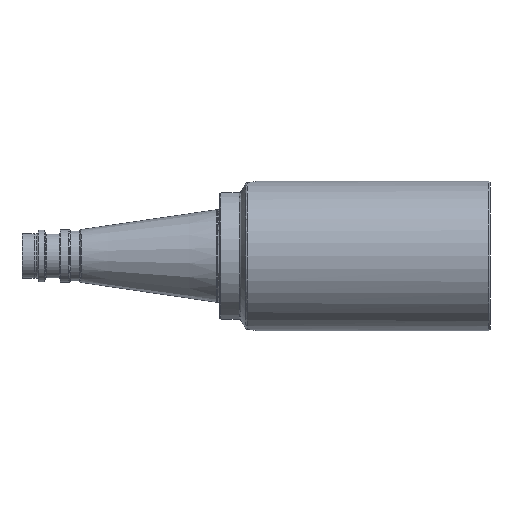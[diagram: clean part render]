
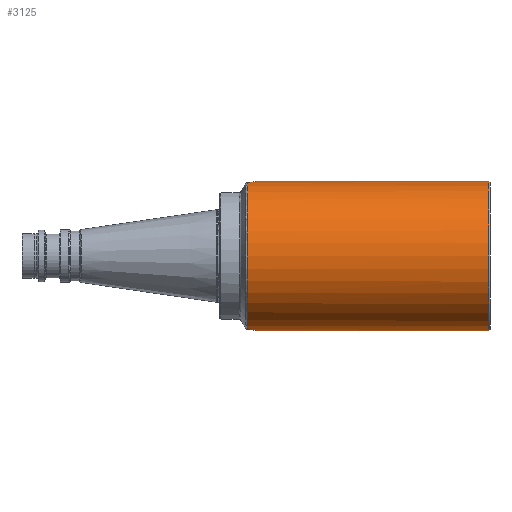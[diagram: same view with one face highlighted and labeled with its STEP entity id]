
A CAD part, front view. The second image highlights one B-rep face of the part: STEP entity #3125.
In plain terms, the highlighted cylindrical face has radius 36 mm (diameter 72 mm), a partial arc.
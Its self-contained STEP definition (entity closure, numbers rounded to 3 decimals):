
#40 = DIRECTION ( 'NONE',  ( 1., 0., 0. ) ) ;
#58 = ORIENTED_EDGE ( 'NONE', *, *, #4325, .T. ) ;
#94 = DIRECTION ( 'NONE',  ( 0., 0., 1. ) ) ;
#96 = CARTESIAN_POINT ( 'NONE',  ( 19.65, 0., 36. ) ) ;
#117 = EDGE_LOOP ( 'NONE', ( #274, #2845, #1065, #174, #1838, #58 ) ) ;
#174 = ORIENTED_EDGE ( 'NONE', *, *, #2405, .F. ) ;
#211 = CARTESIAN_POINT ( 'NONE',  ( 19.65, -0.388, 36. ) ) ;
#274 = ORIENTED_EDGE ( 'NONE', *, *, #1654, .F. ) ;
#278 = VERTEX_POINT ( 'NONE', #2261 ) ;
#304 = CARTESIAN_POINT ( 'NONE',  ( 19.622, -0.777, -35.994 ) ) ;
#525 = CARTESIAN_POINT ( 'NONE',  ( 17.095, -5.896, 35.515 ) ) ;
#625 = CARTESIAN_POINT ( 'NONE',  ( 16.206, -6.648, -35.385 ) ) ;
#639 = CARTESIAN_POINT ( 'NONE',  ( 19.65, 0., -36. ) ) ;
#652 = CIRCLE ( 'NONE', #3638, 36. ) ;
#840 = LINE ( 'NONE', #2219, #1866 ) ;
#868 = CARTESIAN_POINT ( 'NONE',  ( 17.887, -5.042, 35.646 ) ) ;
#969 = CARTESIAN_POINT ( 'NONE',  ( 17.375, -5.621, -35.56 ) ) ;
#1065 = ORIENTED_EDGE ( 'NONE', *, *, #4187, .T. ) ;
#1204 = CARTESIAN_POINT ( 'NONE',  ( 18.545, -4.088, 35.769 ) ) ;
#1208 = EDGE_CURVE ( 'NONE', #3480, #2200, #2144, .T. ) ;
#1296 = CARTESIAN_POINT ( 'NONE',  ( 18.121, -4.735, -35.689 ) ) ;
#1311 = VERTEX_POINT ( 'NONE', #1433 ) ;
#1352 = DIRECTION ( 'NONE',  ( -1., 0., 0. ) ) ;
#1433 = CARTESIAN_POINT ( 'NONE',  ( 19.65, 0., -36. ) ) ;
#1537 = CARTESIAN_POINT ( 'NONE',  ( 19.065, -3.039, 35.873 ) ) ;
#1626 = CARTESIAN_POINT ( 'NONE',  ( -162.357, 0., -36. ) ) ;
#1640 = CARTESIAN_POINT ( 'NONE',  ( 18.737, -3.745, -35.806 ) ) ;
#1647 = AXIS2_PLACEMENT_3D ( 'NONE', #2036, #40, #2384 ) ;
#1654 = EDGE_CURVE ( 'NONE', #278, #1311, #1767, .T. ) ;
#1671 = CARTESIAN_POINT ( 'NONE',  ( 14.833, -7.372, 35.237 ) ) ;
#1767 = LINE ( 'NONE', #1626, #2433 ) ;
#1838 = ORIENTED_EDGE ( 'NONE', *, *, #1208, .T. ) ;
#1864 = CARTESIAN_POINT ( 'NONE',  ( 19.424, -1.935, 35.95 ) ) ;
#1866 = VECTOR ( 'NONE', #2570, 1000. ) ;
#1893 = CARTESIAN_POINT ( 'NONE',  ( 14.833, -7.372, -35.237 ) ) ;
#1966 = CARTESIAN_POINT ( 'NONE',  ( 19.202, -2.677, -35.902 ) ) ;
#2036 = CARTESIAN_POINT ( 'NONE',  ( 14.833, 0., 0. ) ) ;
#2089 = DIRECTION ( 'NONE',  ( -1., 0., 0. ) ) ;
#2144 = CIRCLE ( 'NONE', #1647, 36. ) ;
#2187 = CARTESIAN_POINT ( 'NONE',  ( 14.833, -7.372, 35.237 ) ) ;
#2198 = CARTESIAN_POINT ( 'NONE',  ( 19.622, -0.777, 35.994 ) ) ;
#2200 = VERTEX_POINT ( 'NONE', #1893 ) ;
#2219 = CARTESIAN_POINT ( 'NONE',  ( -162.357, 0., 36. ) ) ;
#2261 = CARTESIAN_POINT ( 'NONE',  ( 130.9, 0., -36. ) ) ;
#2303 = CARTESIAN_POINT ( 'NONE',  ( 19.508, -1.555, -35.968 ) ) ;
#2384 = DIRECTION ( 'NONE',  ( 0., 0., -1. ) ) ;
#2405 = EDGE_CURVE ( 'NONE', #3480, #3594, #3847, .T. ) ;
#2433 = VECTOR ( 'NONE', #2626, 1000. ) ;
#2524 = VERTEX_POINT ( 'NONE', #2936 ) ;
#2533 = CARTESIAN_POINT ( 'NONE',  ( 16.206, -6.648, 35.385 ) ) ;
#2550 = CARTESIAN_POINT ( 'NONE',  ( 19.65, 0., 36. ) ) ;
#2554 = FACE_OUTER_BOUND ( 'NONE', #117, .T. ) ;
#2570 = DIRECTION ( 'NONE',  ( -1., 0., 0. ) ) ;
#2626 = DIRECTION ( 'NONE',  ( -1., 0., 0. ) ) ;
#2653 = CARTESIAN_POINT ( 'NONE',  ( 19.65, -0.388, -36. ) ) ;
#2688 = DIRECTION ( 'NONE',  ( 0., 0., 1. ) ) ;
#2845 = ORIENTED_EDGE ( 'NONE', *, *, #3167, .T. ) ;
#2876 = CARTESIAN_POINT ( 'NONE',  ( 17.375, -5.621, 35.56 ) ) ;
#2936 = CARTESIAN_POINT ( 'NONE',  ( 130.9, 0., 36. ) ) ;
#2959 = CARTESIAN_POINT ( 'NONE',  ( 14.833, -7.372, -35.237 ) ) ;
#2972 = CARTESIAN_POINT ( 'NONE',  ( 17.095, -5.896, -35.515 ) ) ;
#3125 = ADVANCED_FACE ( 'NONE', ( #2554 ), #3341, .T. ) ;
#3141 = B_SPLINE_CURVE_WITH_KNOTS ( 'NONE', 3,
 ( #2959, #3963, #625, #2972, #969, #3318, #1296, #3640, #1640, #3973, #1966, #4310, #2303, #304, #2653, #639 ),
 .UNSPECIFIED., .F., .F.,
 ( 4, 2, 2, 2, 2, 2, 2, 4 ),
 ( 0., 0.002, 0.003, 0.005, 0.006, 0.007, 0.008, 0.009 ),
 .UNSPECIFIED. ) ;
#3167 = EDGE_CURVE ( 'NONE', #278, #2524, #652, .T. ) ;
#3207 = CARTESIAN_POINT ( 'NONE',  ( 18.121, -4.735, 35.689 ) ) ;
#3318 = CARTESIAN_POINT ( 'NONE',  ( 17.887, -5.042, -35.646 ) ) ;
#3341 = CYLINDRICAL_SURFACE ( 'NONE', #4079, 36. ) ;
#3480 = VERTEX_POINT ( 'NONE', #1671 ) ;
#3546 = CARTESIAN_POINT ( 'NONE',  ( 18.737, -3.745, 35.806 ) ) ;
#3594 = VERTEX_POINT ( 'NONE', #96 ) ;
#3638 = AXIS2_PLACEMENT_3D ( 'NONE', #4099, #2089, #94 ) ;
#3640 = CARTESIAN_POINT ( 'NONE',  ( 18.545, -4.088, -35.769 ) ) ;
#3847 = B_SPLINE_CURVE_WITH_KNOTS ( 'NONE', 3,
 ( #2187, #4195, #2533, #525, #2876, #868, #3207, #1204, #3546, #1537, #3872, #1864, #4212, #2198, #211, #2550 ),
 .UNSPECIFIED., .F., .F.,
 ( 4, 2, 2, 2, 2, 2, 2, 4 ),
 ( 0., 0.002, 0.003, 0.005, 0.006, 0.007, 0.008, 0.009 ),
 .UNSPECIFIED. ) ;
#3872 = CARTESIAN_POINT ( 'NONE',  ( 19.202, -2.677, 35.902 ) ) ;
#3963 = CARTESIAN_POINT ( 'NONE',  ( 15.551, -7.057, -35.303 ) ) ;
#3973 = CARTESIAN_POINT ( 'NONE',  ( 19.065, -3.039, -35.873 ) ) ;
#4011 = CARTESIAN_POINT ( 'NONE',  ( -162.357, 0., 0. ) ) ;
#4079 = AXIS2_PLACEMENT_3D ( 'NONE', #4011, #1352, #2688 ) ;
#4099 = CARTESIAN_POINT ( 'NONE',  ( 130.9, 0., 0. ) ) ;
#4187 = EDGE_CURVE ( 'NONE', #2524, #3594, #840, .T. ) ;
#4195 = CARTESIAN_POINT ( 'NONE',  ( 15.551, -7.057, 35.303 ) ) ;
#4212 = CARTESIAN_POINT ( 'NONE',  ( 19.508, -1.555, 35.968 ) ) ;
#4310 = CARTESIAN_POINT ( 'NONE',  ( 19.424, -1.935, -35.95 ) ) ;
#4325 = EDGE_CURVE ( 'NONE', #2200, #1311, #3141, .T. ) ;
